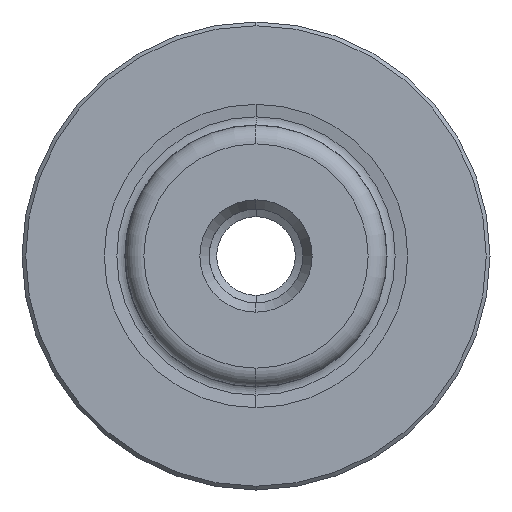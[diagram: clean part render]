
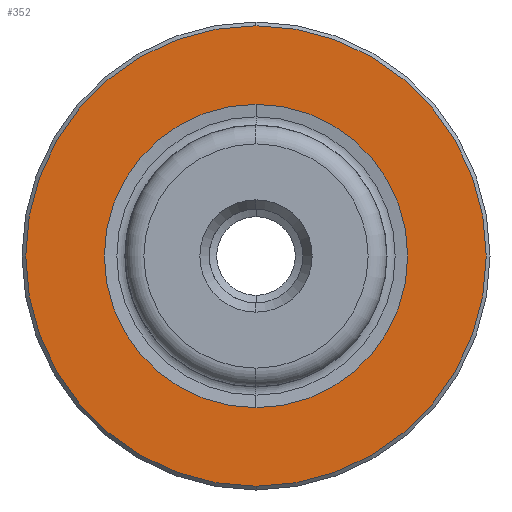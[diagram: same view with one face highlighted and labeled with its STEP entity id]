
A CAD part, left-side view. The second image highlights one B-rep face of the part: STEP entity #352.
In plain terms, the highlighted planar face has unit normal (-1, 0, 0).
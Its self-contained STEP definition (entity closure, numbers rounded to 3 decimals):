
#129 = EDGE_LOOP ( 'NONE', ( #1221, #1330 ) ) ;
#296 = AXIS2_PLACEMENT_3D ( 'NONE', #700, #691, #668 ) ;
#352 = ADVANCED_FACE ( 'NONE', ( #1556, #2112 ), #1202, .F. ) ;
#354 = VERTEX_POINT ( 'NONE', #1222 ) ;
#479 = EDGE_LOOP ( 'NONE', ( #1462, #1540 ) ) ;
#592 = VERTEX_POINT ( 'NONE', #2544 ) ;
#599 = DIRECTION ( 'NONE',  ( -1., 0., 0. ) ) ;
#604 = CARTESIAN_POINT ( 'NONE',  ( 0., 0., 0. ) ) ;
#608 = DIRECTION ( 'NONE',  ( -1., 0., 0. ) ) ;
#668 = DIRECTION ( 'NONE',  ( 0., 0., 1. ) ) ;
#676 = DIRECTION ( 'NONE',  ( 0., 0., 1. ) ) ;
#691 = DIRECTION ( 'NONE',  ( -1., 0., 0. ) ) ;
#700 = CARTESIAN_POINT ( 'NONE',  ( 0., 0., 0. ) ) ;
#704 = DIRECTION ( 'NONE',  ( 0., 0., 1. ) ) ;
#717 = CARTESIAN_POINT ( 'NONE',  ( 0., 0., 0. ) ) ;
#752 = AXIS2_PLACEMENT_3D ( 'NONE', #962, #961, #959 ) ;
#903 = CIRCLE ( 'NONE', #2200, 12.3 ) ;
#959 = DIRECTION ( 'NONE',  ( 0., 0., 1. ) ) ;
#961 = DIRECTION ( 'NONE',  ( -1., 0., 0. ) ) ;
#962 = CARTESIAN_POINT ( 'NONE',  ( 0., 0., 0. ) ) ;
#1037 = CIRCLE ( 'NONE', #2434, 8.103 ) ;
#1202 = PLANE ( 'NONE',  #1975 ) ;
#1209 = CARTESIAN_POINT ( 'NONE',  ( 0., 8.103, 0. ) ) ;
#1221 = ORIENTED_EDGE ( 'NONE', *, *, #1471, .F. ) ;
#1222 = CARTESIAN_POINT ( 'NONE',  ( 0., 0., -12.3 ) ) ;
#1254 = DIRECTION ( 'NONE',  ( 1., 0., 0. ) ) ;
#1258 = DIRECTION ( 'NONE',  ( 0., 0., -1. ) ) ;
#1330 = ORIENTED_EDGE ( 'NONE', *, *, #2966, .F. ) ;
#1462 = ORIENTED_EDGE ( 'NONE', *, *, #1494, .T. ) ;
#1471 = EDGE_CURVE ( 'NONE', #1800, #1730, #1037, .T. ) ;
#1494 = EDGE_CURVE ( 'NONE', #354, #592, #903, .T. ) ;
#1540 = ORIENTED_EDGE ( 'NONE', *, *, #2835, .T. ) ;
#1556 = FACE_BOUND ( 'NONE', #129, .T. ) ;
#1730 = VERTEX_POINT ( 'NONE', #2175 ) ;
#1800 = VERTEX_POINT ( 'NONE', #2214 ) ;
#1975 = AXIS2_PLACEMENT_3D ( 'NONE', #1209, #1254, #1258 ) ;
#2112 = FACE_OUTER_BOUND ( 'NONE', #479, .T. ) ;
#2113 = CIRCLE ( 'NONE', #752, 12.3 ) ;
#2175 = CARTESIAN_POINT ( 'NONE',  ( 0., 0., -8.103 ) ) ;
#2200 = AXIS2_PLACEMENT_3D ( 'NONE', #717, #599, #704 ) ;
#2214 = CARTESIAN_POINT ( 'NONE',  ( 0., 0., 8.103 ) ) ;
#2434 = AXIS2_PLACEMENT_3D ( 'NONE', #604, #608, #676 ) ;
#2544 = CARTESIAN_POINT ( 'NONE',  ( 0., 0., 12.3 ) ) ;
#2835 = EDGE_CURVE ( 'NONE', #592, #354, #2113, .T. ) ;
#2966 = EDGE_CURVE ( 'NONE', #1730, #1800, #3016, .T. ) ;
#3016 = CIRCLE ( 'NONE', #296, 8.103 ) ;
